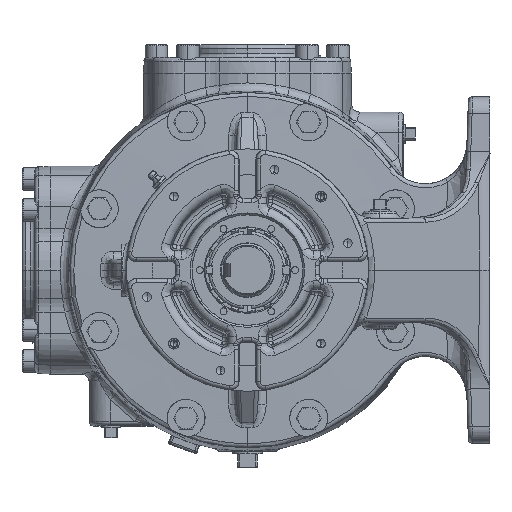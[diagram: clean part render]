
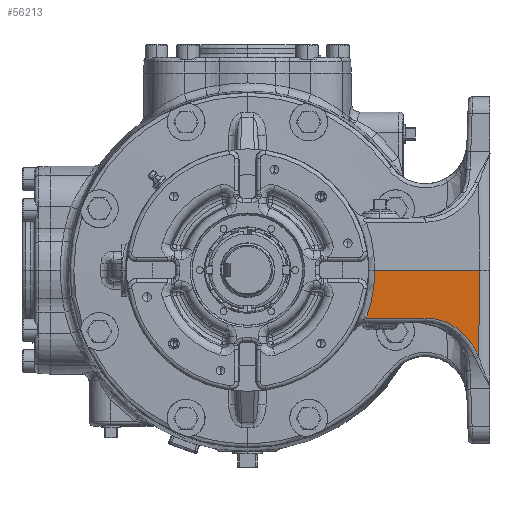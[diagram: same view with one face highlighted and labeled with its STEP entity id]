
A CAD part, left-side view. The second image highlights one B-rep face of the part: STEP entity #56213.
In plain terms, the highlighted planar face has unit normal (-0.642, -0.766, -0.035).
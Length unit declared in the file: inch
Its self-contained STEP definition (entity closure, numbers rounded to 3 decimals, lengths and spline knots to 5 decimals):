
#1713 = PLANE ( 'NONE',  #119727 ) ;
#4640 = CARTESIAN_POINT ( 'NONE',  ( -6.27591, -6.38088, -1.79312 ) ) ;
#12636 = CARTESIAN_POINT ( 'NONE',  ( -5.39071, -7.2054, 0. ) ) ;
#14706 = ORIENTED_EDGE ( 'NONE', *, *, #225610, .T. ) ;
#14963 = CARTESIAN_POINT ( 'NONE',  ( -7.76069, -5.15365, -1.38419 ) ) ;
#18673 = EDGE_CURVE ( 'NONE', #107450, #23264, #41625, .T. ) ;
#23264 = VERTEX_POINT ( 'NONE', #143677 ) ;
#30233 = VECTOR ( 'NONE', #194127, 39.37008 ) ;
#31667 = ORIENTED_EDGE ( 'NONE', *, *, #18673, .T. ) ;
#41625 = LINE ( 'NONE', #258785, #146203 ) ;
#56213 = ADVANCED_FACE ( 'NONE', ( #193745 ), #1713, .T. ) ;
#59477 = CARTESIAN_POINT ( 'NONE',  ( -5.35964, -7.16837, -1.38419 ) ) ;
#60670 = EDGE_LOOP ( 'NONE', ( #152148, #73787, #14706, #138757, #31667 ) ) ;
#72497 = VERTEX_POINT ( 'NONE', #269362 ) ;
#73787 = ORIENTED_EDGE ( 'NONE', *, *, #228593, .T. ) ;
#78671 = CARTESIAN_POINT ( 'NONE',  ( -9.64622, -3.59183, -0.93831 ) ) ;
#81999 = CARTESIAN_POINT ( 'NONE',  ( -5.39071, -7.2054, 0. ) ) ;
#90134 = CARTESIAN_POINT ( 'NONE',  ( -5.89595, -6.66768, -2.49565 ) ) ;
#92674 = DIRECTION ( 'NONE',  ( -0.642, -0.766, -0.035 ) ) ;
#99400 = EDGE_CURVE ( 'NONE', #192692, #107450, #104338, .T. ) ;
#104007 = CARTESIAN_POINT ( 'NONE',  ( -5.89595, -6.66768, -2.49565 ) ) ;
#104338 =( BOUNDED_CURVE ( )  B_SPLINE_CURVE ( 3, ( #154618, #196737, #4640, #90134 ),
 .UNSPECIFIED., .F., .T. ) 
 B_SPLINE_CURVE_WITH_KNOTS ( ( 4, 4 ),
 ( 1.62507, 2.70008 ),
 .UNSPECIFIED. ) 
 CURVE ( )  GEOMETRIC_REPRESENTATION_ITEM ( )  RATIONAL_B_SPLINE_CURVE ( ( 1., 0.906, 0.906, 1. ) ) 
 REPRESENTATION_ITEM ( '' )  );
#107450 = VERTEX_POINT ( 'NONE', #104007 ) ;
#118428 = LINE ( 'NONE', #59477, #239451 ) ;
#119727 = AXIS2_PLACEMENT_3D ( 'NONE', #12636, #92674, #203357 ) ;
#138757 = ORIENTED_EDGE ( 'NONE', *, *, #99400, .T. ) ;
#143677 = CARTESIAN_POINT ( 'NONE',  ( -5.9831, -6.70832, 0. ) ) ;
#146203 = VECTOR ( 'NONE', #194346, 39.37008 ) ;
#152148 = ORIENTED_EDGE ( 'NONE', *, *, #236339, .F. ) ;
#154618 = CARTESIAN_POINT ( 'NONE',  ( -7.76069, -5.15365, -1.38419 ) ) ;
#156744 = CARTESIAN_POINT ( 'NONE',  ( -9.80892, -3.43498, -1.38419 ) ) ;
#164197 = CARTESIAN_POINT ( 'NONE',  ( -9.80892, -3.43498, -1.38419 ) ) ;
#192692 = VERTEX_POINT ( 'NONE', #14963 ) ;
#193745 = FACE_OUTER_BOUND ( 'NONE', #60670, .T. ) ;
#194127 = DIRECTION ( 'NONE',  ( 0.766, -0.643, 0. ) ) ;
#194346 = DIRECTION ( 'NONE',  ( -0.035, -0.016, 0.999 ) ) ;
#196737 = CARTESIAN_POINT ( 'NONE',  ( -6.96199, -5.82384, -1.38419 ) ) ;
#202153 = CARTESIAN_POINT ( 'NONE',  ( -9.5972, -3.67574, 0. ) ) ;
#203357 = DIRECTION ( 'NONE',  ( 0.766, -0.643, 0. ) ) ;
#203514 = CARTESIAN_POINT ( 'NONE',  ( -9.57499, -3.67283, -0.47265 ) ) ;
#208759 =( BOUNDED_CURVE ( )  B_SPLINE_CURVE ( 3, ( #202153, #203514, #78671, #164197 ),
 .UNSPECIFIED., .F., .F. ) 
 B_SPLINE_CURVE_WITH_KNOTS ( ( 4, 4 ),
 ( 3.1022, 3.4343 ),
 .UNSPECIFIED. ) 
 CURVE ( )  GEOMETRIC_REPRESENTATION_ITEM ( )  RATIONAL_B_SPLINE_CURVE ( ( 1., 0.991, 0.991, 1. ) ) 
 REPRESENTATION_ITEM ( '' )  );
#225610 = EDGE_CURVE ( 'NONE', #267466, #192692, #118428, .T. ) ;
#228593 = EDGE_CURVE ( 'NONE', #72497, #267466, #208759, .T. ) ;
#236339 = EDGE_CURVE ( 'NONE', #72497, #23264, #274048, .T. ) ;
#239451 = VECTOR ( 'NONE', #248850, 39.37008 ) ;
#248850 = DIRECTION ( 'NONE',  ( 0.766, -0.643, 0. ) ) ;
#258785 = CARTESIAN_POINT ( 'NONE',  ( -5.98297, -6.70826, -0.00379 ) ) ;
#267466 = VERTEX_POINT ( 'NONE', #156744 ) ;
#269362 = CARTESIAN_POINT ( 'NONE',  ( -9.5972, -3.67574, 0. ) ) ;
#274048 = LINE ( 'NONE', #81999, #30233 ) ;
